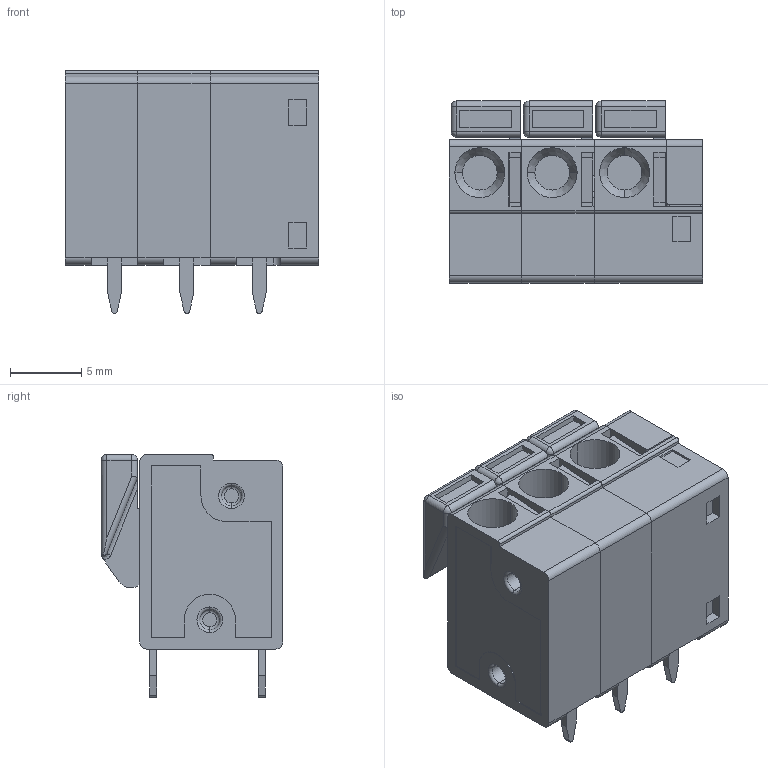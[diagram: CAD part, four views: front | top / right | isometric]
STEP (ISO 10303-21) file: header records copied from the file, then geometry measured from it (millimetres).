
FILE_DESCRIPTION(('Creo Elements/Direct Modeling STEP Export'),'2;1');
FILE_NAME('model.stp','2019-11-18T 8:59:24',(''),(''),'Creo Elements/Direct Modeling STEP processor for AP214 (Solid Model)','Creo Elements/Direct Modeling 20.1A 29-Sep-2018 (C) Parametric Technology GmbH','');
FILE_SCHEMA(('AUTOMOTIVE_DESIGN { 1 0 10303 214 1 1 1 1 }'));
Length unit declared in the file: millimetre
Products named in the file (9): FFKDS-Deckel-V-7.62; FFKDS_Wippe-V1-H1; FFKDSA1-V-7.62-GEH; FFKDSA_V-Lötpin-3.4mm-hinten.1; FFKDSA_V-Lötpin-3.4mm-vorne; FFKDSA1-V1_V2-7.62; FFKDSA-V-5.08-GEH; FFKDSA_V1_V2_5.08.2; FFKDSA1_V1_5.08_3
Assembly tree (12 placements, depth 3):
  FFKDSA1_V1_5.08_3
    FFKDSA_V1_V2_5.08.2  x2
      FFKDSA-V-5.08-GEH
      FFKDS_Wippe-V1-H1
      FFKDSA_V-Lötpin-3.4mm-hinten.1
      FFKDSA_V-Lötpin-3.4mm-vorne
    FFKDSA1-V1_V2-7.62
      FFKDSA_V-Lötpin-3.4mm-vorne
      FFKDSA_V-Lötpin-3.4mm-hinten.1
      FFKDSA1-V-7.62-GEH
      FFKDS_Wippe-V1-H1
      FFKDS-Deckel-V-7.62
Bounding box: 17.78 x 12.75 x 17.05 mm (x, y, z)
Volume: 2260.4 mm3; surface area: 3085.1 mm2
Topology: 13 solids, 13 shells, 546 faces, 1370 edges, 866 vertices
Faces by surface type: plane 323, cylinder 147, torus 44, cone 14, sphere 12, bspline 6
Entity records: 12815 total; most frequent: CARTESIAN_POINT 2063, ORIENTED_EDGE 1658, DIRECTION 1605, EDGE_CURVE 829, VECTOR 587, LINE 587, VERTEX_POINT 530, AXIS2_PLACEMENT_3D 509
